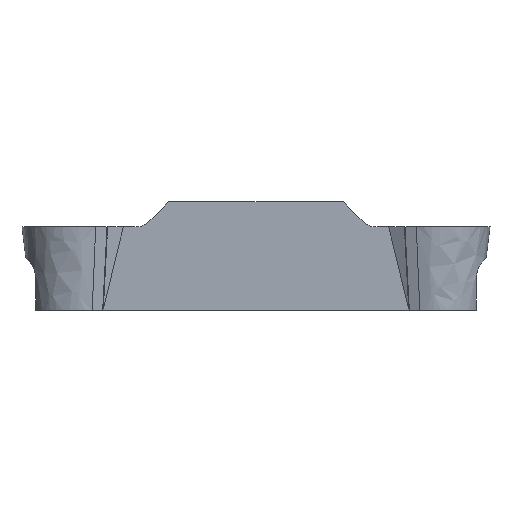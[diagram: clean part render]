
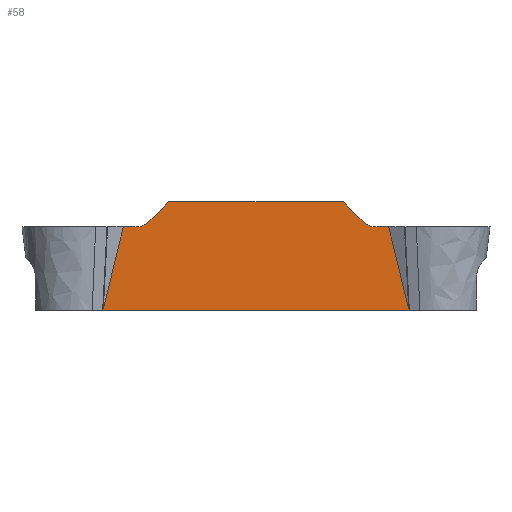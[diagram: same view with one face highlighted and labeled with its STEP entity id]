
A CAD part, left-side view. The second image highlights one B-rep face of the part: STEP entity #58.
In plain terms, the highlighted planar face has unit normal (-1, 0, 0).
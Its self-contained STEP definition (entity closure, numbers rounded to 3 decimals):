
#39=CIRCLE('',#587,1.);
#40=CIRCLE('',#588,1.);
#58=ADVANCED_FACE('',(#104),#84,.T.);
#84=PLANE('',#589);
#104=FACE_OUTER_BOUND('',#132,.T.);
#132=EDGE_LOOP('',(#277,#278,#279,#280,#281,#282,#283,#284,#285,#286,#287,
#288));
#163=LINE('',#790,#207);
#167=LINE('',#1019,#211);
#168=LINE('',#1037,#212);
#169=LINE('',#1039,#213);
#170=LINE('',#1043,#214);
#171=LINE('',#1045,#215);
#172=LINE('',#1047,#216);
#173=LINE('',#1051,#217);
#207=VECTOR('',#624,1.);
#211=VECTOR('',#630,1.);
#212=VECTOR('',#631,1.);
#213=VECTOR('',#632,1.);
#214=VECTOR('',#635,1.);
#215=VECTOR('',#636,1.);
#216=VECTOR('',#637,1.);
#217=VECTOR('',#640,1.);
#277=ORIENTED_EDGE('',*,*,#481,.T.);
#278=ORIENTED_EDGE('',*,*,#482,.T.);
#279=ORIENTED_EDGE('',*,*,#466,.T.);
#280=ORIENTED_EDGE('',*,*,#483,.T.);
#281=ORIENTED_EDGE('',*,*,#484,.T.);
#282=ORIENTED_EDGE('',*,*,#485,.F.);
#283=ORIENTED_EDGE('',*,*,#486,.F.);
#284=ORIENTED_EDGE('',*,*,#487,.F.);
#285=ORIENTED_EDGE('',*,*,#488,.F.);
#286=ORIENTED_EDGE('',*,*,#489,.F.);
#287=ORIENTED_EDGE('',*,*,#490,.F.);
#288=ORIENTED_EDGE('',*,*,#491,.F.);
#414=VERTEX_POINT('',#789);
#415=VERTEX_POINT('',#791);
#425=VERTEX_POINT('',#1020);
#426=VERTEX_POINT('',#1021);
#427=VERTEX_POINT('',#1036);
#428=VERTEX_POINT('',#1038);
#429=VERTEX_POINT('',#1040);
#430=VERTEX_POINT('',#1042);
#431=VERTEX_POINT('',#1044);
#432=VERTEX_POINT('',#1046);
#433=VERTEX_POINT('',#1048);
#434=VERTEX_POINT('',#1050);
#466=EDGE_CURVE('',#415,#414,#163,.T.);
#481=EDGE_CURVE('',#425,#426,#167,.T.);
#482=EDGE_CURVE('',#426,#415,#555,.T.);
#483=EDGE_CURVE('',#414,#427,#556,.T.);
#484=EDGE_CURVE('',#427,#428,#168,.T.);
#485=EDGE_CURVE('',#429,#428,#169,.T.);
#486=EDGE_CURVE('',#430,#429,#39,.T.);
#487=EDGE_CURVE('',#431,#430,#170,.T.);
#488=EDGE_CURVE('',#432,#431,#171,.T.);
#489=EDGE_CURVE('',#433,#432,#172,.T.);
#490=EDGE_CURVE('',#434,#433,#40,.T.);
#491=EDGE_CURVE('',#425,#434,#173,.T.);
#555=B_SPLINE_CURVE_WITH_KNOTS('',3,(#1022,#1023,#1024,#1025,#1026,#1027,
#1028),.UNSPECIFIED.,.F.,.F.,(4,3,4),(0.,0.667,1.),
 .UNSPECIFIED.);
#556=B_SPLINE_CURVE_WITH_KNOTS('',3,(#1029,#1030,#1031,#1032,#1033,#1034,
#1035),.UNSPECIFIED.,.F.,.F.,(4,3,4),(0.,0.333,1.),
 .UNSPECIFIED.);
#587=AXIS2_PLACEMENT_3D('',#1041,#633,#634);
#588=AXIS2_PLACEMENT_3D('',#1049,#638,#639);
#589=AXIS2_PLACEMENT_3D('',#1052,#641,#642);
#624=DIRECTION('',(0.,-1.,0.));
#630=DIRECTION('',(0.,0.238,-0.971));
#631=DIRECTION('',(0.,0.238,0.971));
#632=DIRECTION('',(0.,-1.,0.));
#633=DIRECTION('',(-1.,0.,0.));
#634=DIRECTION('',(0.,0.,1.));
#635=DIRECTION('',(0.,-0.707,-0.707));
#636=DIRECTION('',(0.,-1.,0.));
#637=DIRECTION('',(0.,-0.707,0.707));
#638=DIRECTION('',(-1.,0.,0.));
#639=DIRECTION('',(0.,0.,1.));
#640=DIRECTION('',(0.,-1.,0.));
#641=DIRECTION('',(-1.,0.,0.));
#642=DIRECTION('',(0.,0.,1.));
#789=CARTESIAN_POINT('',(-2.1,4.074,-4.584));
#790=CARTESIAN_POINT('',(-2.1,24.65,-4.584));
#791=CARTESIAN_POINT('',(-2.1,20.946,-4.584));
#1019=CARTESIAN_POINT('',(-2.1,19.772,0.186));
#1020=CARTESIAN_POINT('',(-2.1,19.818,0.));
#1021=CARTESIAN_POINT('',(-2.1,20.918,-4.483));
#1022=CARTESIAN_POINT('',(-2.1,20.918,-4.483));
#1023=CARTESIAN_POINT('',(-2.1,20.924,-4.505));
#1024=CARTESIAN_POINT('',(-2.1,20.93,-4.528));
#1025=CARTESIAN_POINT('',(-2.1,20.936,-4.55));
#1026=CARTESIAN_POINT('',(-2.1,20.939,-4.561));
#1027=CARTESIAN_POINT('',(-2.1,20.943,-4.573));
#1028=CARTESIAN_POINT('',(-2.1,20.946,-4.584));
#1029=CARTESIAN_POINT('',(-2.1,4.074,-4.584));
#1030=CARTESIAN_POINT('',(-2.1,4.077,-4.573));
#1031=CARTESIAN_POINT('',(-2.1,4.081,-4.561));
#1032=CARTESIAN_POINT('',(-2.1,4.084,-4.55));
#1033=CARTESIAN_POINT('',(-2.1,4.09,-4.528));
#1034=CARTESIAN_POINT('',(-2.1,4.096,-4.505));
#1035=CARTESIAN_POINT('',(-2.1,4.102,-4.483));
#1036=CARTESIAN_POINT('',(-2.1,4.102,-4.483));
#1037=CARTESIAN_POINT('',(-2.1,6.629,5.809));
#1038=CARTESIAN_POINT('',(-2.1,5.202,0.));
#1039=CARTESIAN_POINT('',(-2.1,24.65,0.));
#1040=CARTESIAN_POINT('',(-2.1,5.902,0.));
#1041=CARTESIAN_POINT('',(-2.1,5.902,1.));
#1042=CARTESIAN_POINT('',(-2.1,6.609,0.293));
#1043=CARTESIAN_POINT('',(-2.1,16.175,9.859));
#1044=CARTESIAN_POINT('',(-2.1,7.7,1.384));
#1045=CARTESIAN_POINT('',(-2.1,24.65,1.384));
#1046=CARTESIAN_POINT('',(-2.1,17.32,1.384));
#1047=CARTESIAN_POINT('',(-2.1,20.985,-2.281));
#1048=CARTESIAN_POINT('',(-2.1,18.411,0.293));
#1049=CARTESIAN_POINT('',(-2.1,19.118,1.));
#1050=CARTESIAN_POINT('',(-2.1,19.118,0.));
#1051=CARTESIAN_POINT('',(-2.1,24.65,0.));
#1052=CARTESIAN_POINT('',(-2.1,24.65,1.384));
